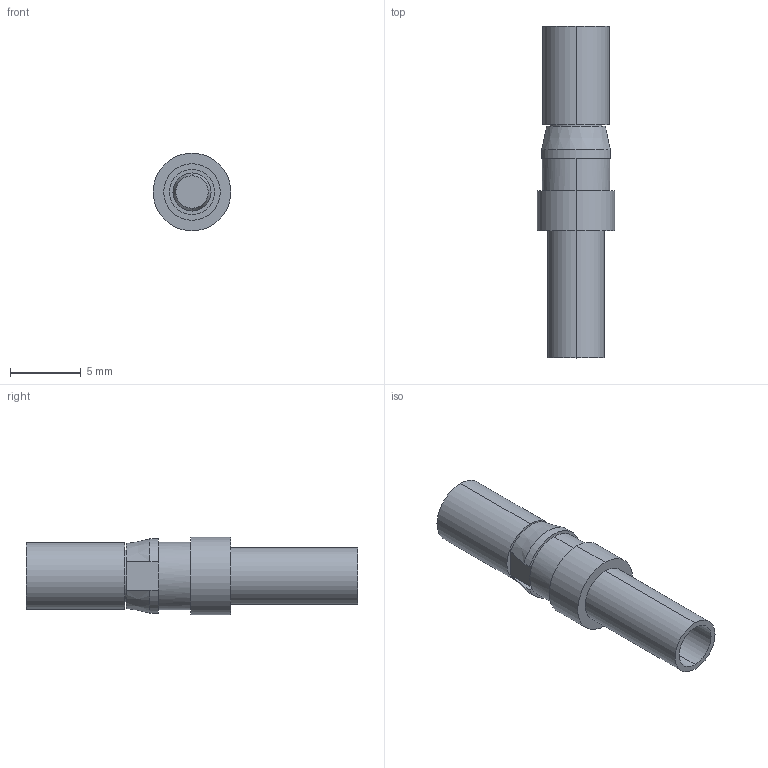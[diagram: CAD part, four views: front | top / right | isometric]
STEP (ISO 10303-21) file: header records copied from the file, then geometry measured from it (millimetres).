
FILE_DESCRIPTION((''),'2;1');
FILE_NAME('1','2021-09-02T',('Administrator'),(''),'PRO/ENGINEER BY PARAMETRIC TECHNOLOGY CORPORATION, 2012090','PRO/ENGINEER BY PARAMETRIC TECHNOLOGY CORPORATION, 2012090','');
FILE_SCHEMA(('CONFIG_CONTROL_DESIGN'));
Length unit declared in the file: millimetre
Products named in the file (1): 1
Bounding box: 5.5 x 23.5 x 5.5 mm (x, y, z)
Volume: 277.3 mm3; surface area: 745.5 mm2
Topology: 1 solids, 1 shells, 84 faces, 196 edges, 122 vertices
Faces by surface type: plane 38, cylinder 30, cone 12, torus 4
Entity records: 2498 total; most frequent: CARTESIAN_POINT 490, DIRECTION 442, ORIENTED_EDGE 388, EDGE_CURVE 194, AXIS2_PLACEMENT_3D 176, VERTEX_POINT 122, EDGE_LOOP 94, CIRCLE 92
